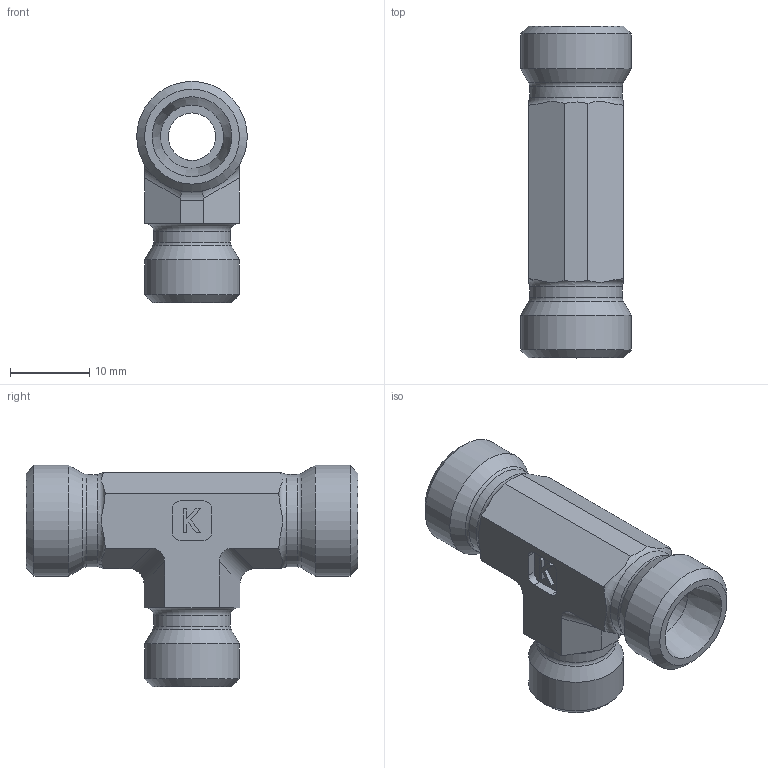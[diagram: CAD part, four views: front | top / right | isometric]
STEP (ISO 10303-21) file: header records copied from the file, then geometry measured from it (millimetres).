
FILE_DESCRIPTION((''),'2;1');
FILE_NAME('374080806.stp','2014-08-13T15:42:00',(''),('KNOMI spol. s r. o.'),'Autodesk Inventor 2012','Autodesk Inventor 2012','');
FILE_SCHEMA(('AUTOMOTIVE_DESIGN { 1 2 10303 214 0 1 1 1 }'));
Length unit declared in the file: millimetre
Products named in the file (1): TS2 08/08/06L M14/M14/M12
Bounding box: 14 x 42 x 28 mm (x, y, z)
Volume: 5043.8 mm3; surface area: 3686.8 mm2
Topology: 1 solids, 1 shells, 86 faces, 225 edges, 147 vertices
Faces by surface type: plane 50, cylinder 21, cone 9, torus 6
Full cylindrical faces by diameter (mm): 4 x1, 6 x2, 8 x2, 9.7 x1, 11.7 x2, 12 x1, 14 x2
Entity records: 2572 total; most frequent: CARTESIAN_POINT 567, DIRECTION 408, ORIENTED_EDGE 378, EDGE_CURVE 189, AXIS2_PLACEMENT_3D 150, VERTEX_POINT 137, EDGE_LOOP 122, VECTOR 108
